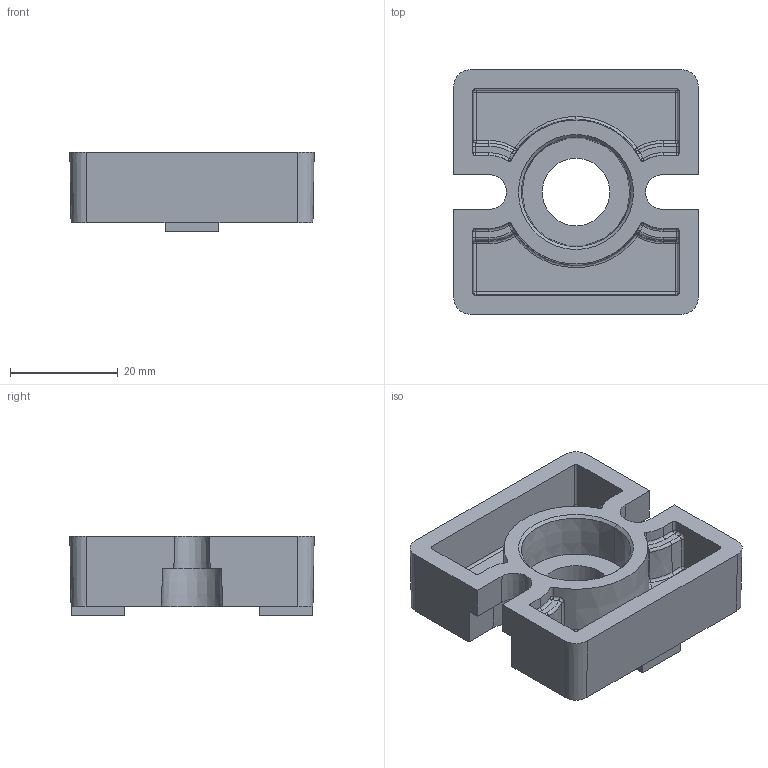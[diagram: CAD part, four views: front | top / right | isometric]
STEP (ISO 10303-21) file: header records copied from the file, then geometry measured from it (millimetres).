
FILE_DESCRIPTION (( 'STEP AP203' ), '1' );
FILE_NAME ('412520802_c_1.STEP', '2022-07-18T14:45:38', ( '' ), ( '' ), 'SwSTEP 2.0', 'SolidWorks 2014', '' );
FILE_SCHEMA (( 'CONFIG_CONTROL_DESIGN' ));
Length unit declared in the file: millimetre
Products named in the file (1): 412520802_c_1
Bounding box: 45.25 x 45.25 x 14.7 mm (x, y, z)
Volume: 14553.1 mm3; surface area: 8952 mm2
Topology: 1 solids, 1 shells, 170 faces, 401 edges, 236 vertices
Faces by surface type: bspline 62, plane 49, cylinder 36, cone 23
Entity records: 5976 total; most frequent: CARTESIAN_POINT 2317, ORIENTED_EDGE 802, DIRECTION 695, EDGE_CURVE 401, AXIS2_PLACEMENT_3D 260, VERTEX_POINT 236, VECTOR 175, LINE 175
